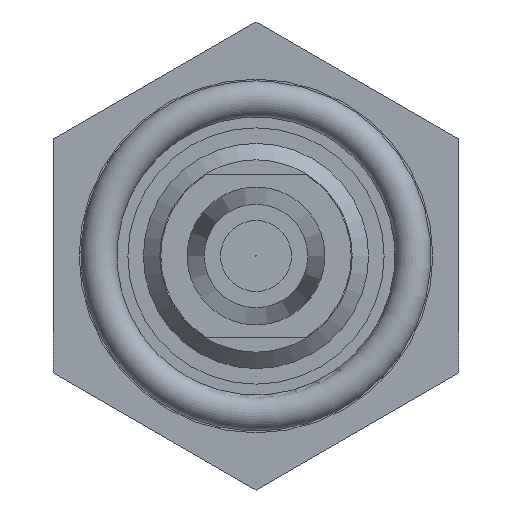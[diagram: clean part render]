
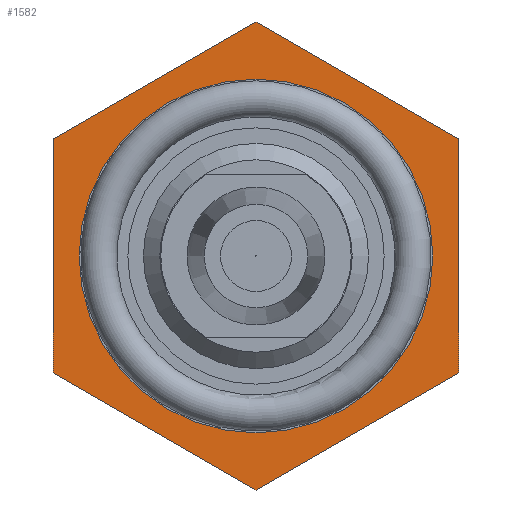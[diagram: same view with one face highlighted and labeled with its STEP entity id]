
A CAD part, left-side view. The second image highlights one B-rep face of the part: STEP entity #1582.
In plain terms, the highlighted planar face has unit normal (-1, 0, 0).
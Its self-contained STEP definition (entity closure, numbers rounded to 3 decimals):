
#30=FACE_BOUND('',#408,.T.);
#56=PLANE('',#1766);
#147=LINE('',#2742,#225);
#148=LINE('',#2744,#226);
#149=LINE('',#2746,#227);
#150=LINE('',#2748,#228);
#151=LINE('',#2750,#229);
#152=LINE('',#2751,#230);
#225=VECTOR('',#2147,10.);
#226=VECTOR('',#2148,10.);
#227=VECTOR('',#2149,10.);
#228=VECTOR('',#2150,10.);
#229=VECTOR('',#2151,10.);
#230=VECTOR('',#2152,10.);
#309=FACE_OUTER_BOUND('',#407,.T.);
#407=EDGE_LOOP('',(#1177,#1178,#1179,#1180,#1181,#1182));
#408=EDGE_LOOP('',(#1183,#1184));
#547=CIRCLE('',#1767,8.725);
#548=CIRCLE('',#1768,8.725);
#707=VERTEX_POINT('',#2740);
#708=VERTEX_POINT('',#2741);
#709=VERTEX_POINT('',#2743);
#710=VERTEX_POINT('',#2745);
#711=VERTEX_POINT('',#2747);
#712=VERTEX_POINT('',#2749);
#713=VERTEX_POINT('',#2752);
#714=VERTEX_POINT('',#2753);
#892=EDGE_CURVE('',#707,#708,#147,.T.);
#893=EDGE_CURVE('',#708,#709,#148,.T.);
#894=EDGE_CURVE('',#709,#710,#149,.T.);
#895=EDGE_CURVE('',#710,#711,#150,.T.);
#896=EDGE_CURVE('',#711,#712,#151,.T.);
#897=EDGE_CURVE('',#712,#707,#152,.T.);
#898=EDGE_CURVE('',#713,#714,#547,.T.);
#899=EDGE_CURVE('',#714,#713,#548,.T.);
#1177=ORIENTED_EDGE('',*,*,#892,.T.);
#1178=ORIENTED_EDGE('',*,*,#893,.T.);
#1179=ORIENTED_EDGE('',*,*,#894,.T.);
#1180=ORIENTED_EDGE('',*,*,#895,.T.);
#1181=ORIENTED_EDGE('',*,*,#896,.T.);
#1182=ORIENTED_EDGE('',*,*,#897,.T.);
#1183=ORIENTED_EDGE('',*,*,#898,.T.);
#1184=ORIENTED_EDGE('',*,*,#899,.T.);
#1582=ADVANCED_FACE('',(#309,#30),#56,.T.);
#1766=AXIS2_PLACEMENT_3D('',#2739,#2145,#2146);
#1767=AXIS2_PLACEMENT_3D('',#2754,#2153,#2154);
#1768=AXIS2_PLACEMENT_3D('',#2755,#2155,#2156);
#2145=DIRECTION('center_axis',(-1.,0.,0.));
#2146=DIRECTION('ref_axis',(0.,0.,1.));
#2147=DIRECTION('',(0.,0.,-1.));
#2148=DIRECTION('',(0.,-0.866,-0.5));
#2149=DIRECTION('',(0.,-0.866,0.5));
#2150=DIRECTION('',(0.,0.,1.));
#2151=DIRECTION('',(0.,0.866,0.5));
#2152=DIRECTION('',(0.,0.866,-0.5));
#2153=DIRECTION('center_axis',(1.,0.,0.));
#2154=DIRECTION('ref_axis',(0.,1.,0.));
#2155=DIRECTION('center_axis',(1.,0.,0.));
#2156=DIRECTION('ref_axis',(0.,1.,0.));
#2739=CARTESIAN_POINT('Origin',(0.,10.613,0.));
#2740=CARTESIAN_POINT('',(0.,10.,5.774));
#2741=CARTESIAN_POINT('',(0.,10.,-5.774));
#2742=CARTESIAN_POINT('',(0.,10.,-2.887));
#2743=CARTESIAN_POINT('',(0.,0.,-11.547));
#2744=CARTESIAN_POINT('',(0.,6.48,-7.806));
#2745=CARTESIAN_POINT('',(0.,-10.,-5.774));
#2746=CARTESIAN_POINT('',(0.,-3.52,-9.515));
#2747=CARTESIAN_POINT('',(0.,-10.,5.774));
#2748=CARTESIAN_POINT('',(0.,-10.,2.887));
#2749=CARTESIAN_POINT('',(0.,0.,11.547));
#2750=CARTESIAN_POINT('',(0.,1.48,12.401));
#2751=CARTESIAN_POINT('',(0.,11.48,4.919));
#2752=CARTESIAN_POINT('',(0.,8.725,0.));
#2753=CARTESIAN_POINT('',(0.,-8.725,0.));
#2754=CARTESIAN_POINT('Origin',(0.,0.,0.));
#2755=CARTESIAN_POINT('Origin',(0.,0.,0.));
